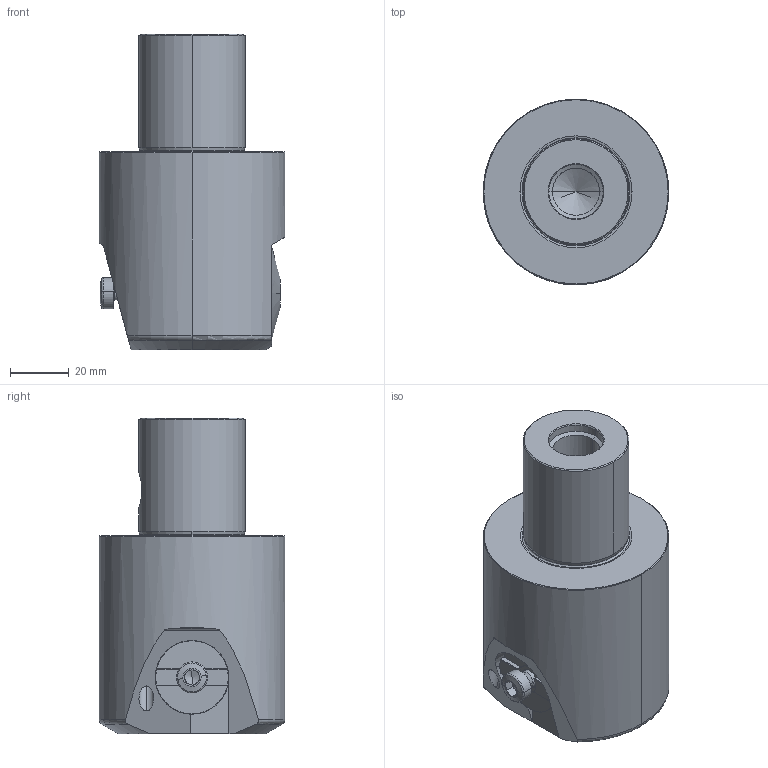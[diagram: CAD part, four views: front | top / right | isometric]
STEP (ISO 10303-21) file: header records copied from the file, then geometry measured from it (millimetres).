
FILE_DESCRIPTION(('no description'),'unknown implementation level');
FILE_NAME('FD369149-81B9-47F4-9108-87FC6F9F99E2_export.stp',' ',('CIMSOURCE GmbH'),('CADClick - KiM GmbH - www.kimweb.de'),'unknown preprocess','ACIS','unknown authorization');
FILE_SCHEMA(('automotive_design'));
Length unit declared in the file: millimetre
Products named in the file (3): 310.605A|310.605A.STEP|310.632A Kaiser Werkzeugk_rper zu EWB 68-88 x CK6.STEP;NONE; 310.605A|310.605A.STEP|310.624 Kaiser Zustelleinheit EWB 68-88.STEP|690.140 Kaiser ETL M6_SW5 X 12.STEP;NONE; 310.605A|310.605A.STEP|310.624 Kaiser Zustelleinheit EWB 68-88.STEP|310.650 Kaiser Werkzeugtr_ger zu EWB 68-88.STEP;NONE
Bounding box: 63 x 63 x 107.2 mm (x, y, z)
Volume: 225686.8 mm3; surface area: 36045.4 mm2
Topology: 3 solids, 3 shells, 161 faces, 400 edges, 244 vertices
Faces by surface type: plane 58, cone 53, cylinder 36, torus 14
Entity records: 10296 total; most frequent: CARTESIAN_POINT 1983, DIRECTION 809, STYLED_ITEM 800, PRESENTATION_STYLE_ASSIGNMENT 800, COLOUR_RGB 800, ORIENTED_EDGE 784, EDGE_CURVE 392, CURVE_STYLE 392
